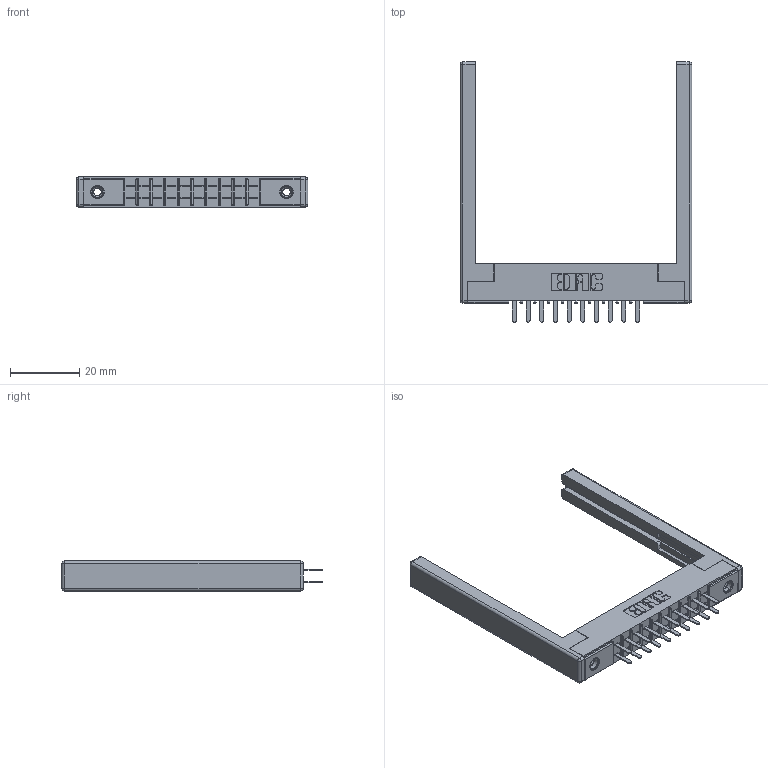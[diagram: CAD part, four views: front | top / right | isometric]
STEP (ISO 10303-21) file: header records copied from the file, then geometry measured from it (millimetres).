
FILE_DESCRIPTION (( 'STEP AP203' ), '1' );
FILE_NAME ('305-020-520-268.STEP', '2019-09-09T13:05:16', ( '' ), ( '' ), 'SwSTEP 2.0', 'SolidWorks 2016', '' );
FILE_SCHEMA (( 'CONFIG_CONTROL_DESIGN' ));
Length unit declared in the file: inch
Products named in the file (5): 305 Part_.156 Dia; 307-220-068; 305-020-520-268; 305-290-001_520; 345-250-001_345-250-001-102
Assembly tree (25 placements, depth 2):
  305-020-520-268
    305 Part_.156 Dia
    305-290-001_520  x20
    345-250-001_345-250-001-102  x2
    307-220-068  x2
Bounding box: 67.06 x 75.39 x 8.71 mm (x, y, z)
Volume: 8791.5 mm3; surface area: 11317.3 mm2
Topology: 25 solids, 25 shells, 1190 faces, 3336 edges, 2148 vertices
Faces by surface type: plane 696, cylinder 430, sphere 48, cone 12, torus 4
Entity records: 17362 total; most frequent: CARTESIAN_POINT 2845, ORIENTED_EDGE 2810, DIRECTION 2797, EDGE_CURVE 1405, VECTOR 1093, LINE 1093, VERTEX_POINT 900, AXIS2_PLACEMENT_3D 852
